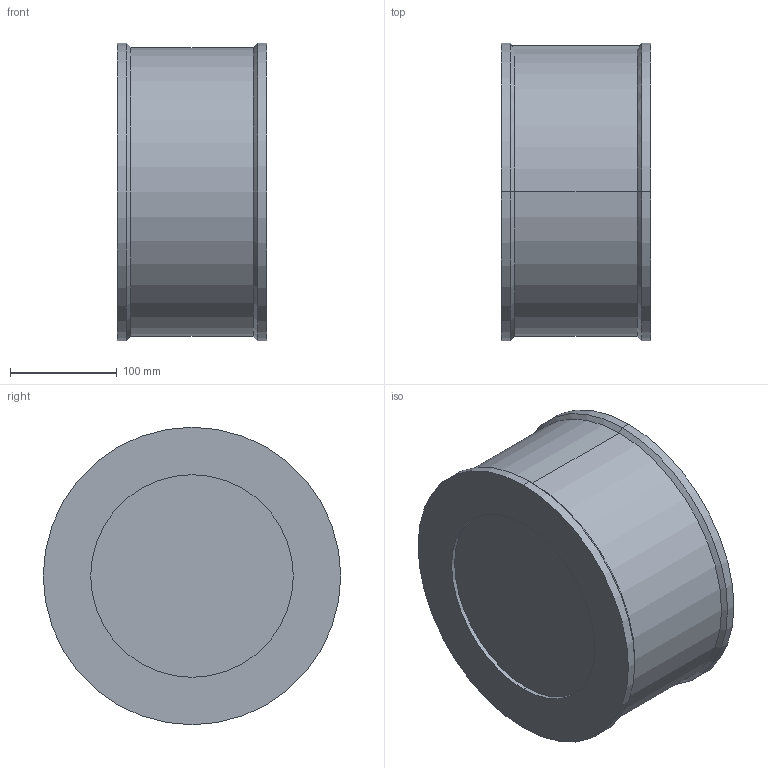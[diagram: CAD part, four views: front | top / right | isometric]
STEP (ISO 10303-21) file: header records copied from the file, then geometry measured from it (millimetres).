
FILE_DESCRIPTION (( 'STEP AP214' ), '1' );
FILE_NAME ('930-200.STEP', '2012-06-26T09:15:56', ( 'rals' ), ( 'Hewlett-Packard Company' ), 'SwSTEP 2.0', 'SolidWorks 2011', '' );
FILE_SCHEMA (( 'AUTOMOTIVE_DESIGN' ));
Length unit declared in the file: millimetre
Products named in the file (1): 930-200
Bounding box: 140 x 279 x 279 mm (x, y, z)
Volume: 8002168.2 mm3; surface area: 248616.8 mm2
Topology: 1 solids, 1 shells, 115 faces, 298 edges, 196 vertices
Faces by surface type: bspline 59, plane 41, cylinder 11, cone 4
Entity records: 5360 total; most frequent: CARTESIAN_POINT 2911, ORIENTED_EDGE 596, DIRECTION 310, EDGE_CURVE 298, VERTEX_POINT 196, LINE 152, VECTOR 152, EDGE_LOOP 126
